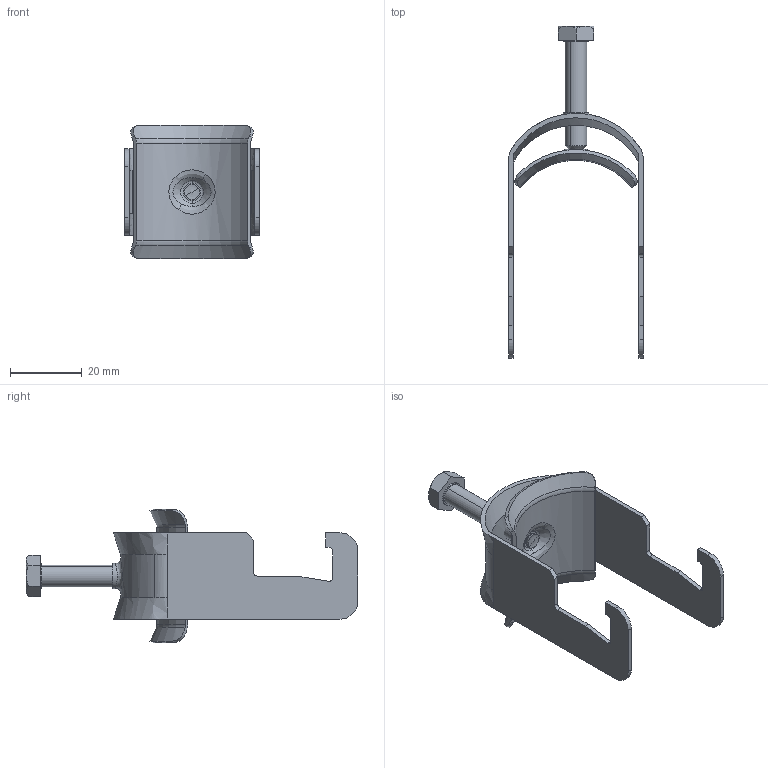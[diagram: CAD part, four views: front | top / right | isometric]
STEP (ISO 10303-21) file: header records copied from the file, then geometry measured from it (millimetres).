
FILE_DESCRIPTION (( 'STEP AP203' ), '1' );
FILE_NAME ('10-02-2179.STEP', '2013-05-06T06:57:07', ( 'asennus' ), ( '' ), 'SwSTEP 2.0', 'SolidWorks 2013', '' );
FILE_SCHEMA (( 'CONFIG_CONTROL_DESIGN' ));
Length unit declared in the file: millimetre
Products named in the file (1): 10-02-2179
Bounding box: 37.52 x 92.3 x 37 mm (x, y, z)
Volume: 6519.6 mm3; surface area: 10805.8 mm2
Topology: 3 solids, 3 shells, 125 faces, 354 edges, 240 vertices
Faces by surface type: plane 52, cylinder 31, cone 18, bspline 14, torus 10
Entity records: 6078 total; most frequent: CARTESIAN_POINT 2887, ORIENTED_EDGE 704, DIRECTION 574, EDGE_CURVE 352, VERTEX_POINT 240, AXIS2_PLACEMENT_3D 202, LINE 170, VECTOR 170
